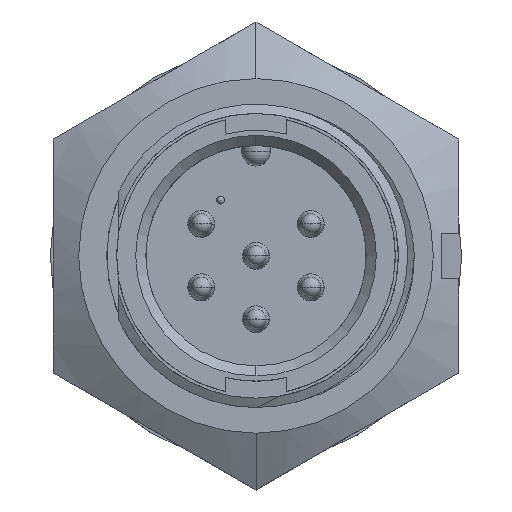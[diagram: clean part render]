
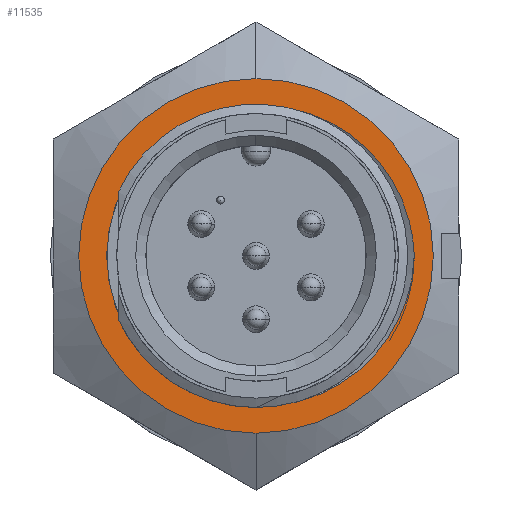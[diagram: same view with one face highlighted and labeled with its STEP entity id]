
A CAD part, top view. The second image highlights one B-rep face of the part: STEP entity #11535.
In plain terms, the highlighted planar face has unit normal (0, 0, 1).
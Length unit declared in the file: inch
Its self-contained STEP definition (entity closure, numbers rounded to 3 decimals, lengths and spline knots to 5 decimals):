
#378 = EDGE_LOOP ( 'NONE', ( #8476, #1943 ) ) ;
#512 = CARTESIAN_POINT ( 'NONE',  ( -0.00224, 0.2966, -0.291 ) ) ;
#635 = CARTESIAN_POINT ( 'NONE',  ( 0.26946, 0.14941, -0.291 ) ) ;
#1059 = CARTESIAN_POINT ( 'NONE',  ( 0.1778, -0.24626, -0.291 ) ) ;
#1149 = CARTESIAN_POINT ( 'NONE',  ( -0.4, 0.23094, -0.291 ) ) ;
#1744 = CARTESIAN_POINT ( 'NONE',  ( 0., 0., -0.291 ) ) ;
#1918 = CARTESIAN_POINT ( 'NONE',  ( -0.01351, 0.29594, -0.291 ) ) ;
#1943 = ORIENTED_EDGE ( 'NONE', *, *, #12368, .F. ) ;
#1977 = CARTESIAN_POINT ( 'NONE',  ( 0.03127, 0.2967, -0.291 ) ) ;
#2117 = B_SPLINE_CURVE_WITH_KNOTS ( 'NONE', 3,
 ( #16468, #8714, #3169, #1918, #512, #1977, #12646, #9937, #12591, #3106, #12532, #3226, #12700, #7230, #635, #4636, #4455, #4518, #15351, #14060 ),
 .UNSPECIFIED., .F., .F.,
 ( 4, 2, 2, 2, 2, 2, 2, 2, 2, 4 ),
 ( 0., 0.00086, 0.00171, 0.00343, 0.00514, 0.00685, 0.00856, 0.01028, 0.01199, 0.0137 ),
 .UNSPECIFIED. ) ;
#2284 = CARTESIAN_POINT ( 'NONE',  ( 0.25734, -0.16807, -0.291 ) ) ;
#2768 = CARTESIAN_POINT ( 'NONE',  ( 0.22923, -0.20255, -0.291 ) ) ;
#3106 = CARTESIAN_POINT ( 'NONE',  ( 0.15867, 0.25809, -0.291 ) ) ;
#3169 = CARTESIAN_POINT ( 'NONE',  ( -0.03584, 0.29331, -0.291 ) ) ;
#3179 = CIRCLE ( 'NONE', #15103, 0.2945 ) ;
#3226 = CARTESIAN_POINT ( 'NONE',  ( 0.21298, 0.21858, -0.291 ) ) ;
#3271 = EDGE_CURVE ( 'NONE', #13916, #10568, #4441, .T. ) ;
#3293 = ORIENTED_EDGE ( 'NONE', *, *, #6884, .F. ) ;
#3507 = AXIS2_PLACEMENT_3D ( 'NONE', #11947, #14658, #13180 ) ;
#3588 = ORIENTED_EDGE ( 'NONE', *, *, #12421, .T. ) ;
#3701 = EDGE_CURVE ( 'NONE', #16090, #14265, #5336, .T. ) ;
#3707 = CARTESIAN_POINT ( 'NONE',  ( 0.2131, -0.21849, -0.291 ) ) ;
#4441 = B_SPLINE_CURVE_WITH_KNOTS ( 'NONE', 3,
 ( #8082, #14846, #15845, #5416, #5057, #10372, #14491, #15788, #2284, #2768, #3707, #1059, #17095, #6784, #13139, #7780, #13078, #16193, #7669, #7727 ),
 .UNSPECIFIED., .F., .F.,
 ( 4, 2, 2, 2, 2, 2, 2, 2, 2, 4 ),
 ( 0., 0.00086, 0.00171, 0.00343, 0.00514, 0.00685, 0.00856, 0.01028, 0.01199, 0.0137 ),
 .UNSPECIFIED. ) ;
#4455 = CARTESIAN_POINT ( 'NONE',  ( 0.29751, 0.0885, -0.291 ) ) ;
#4518 = CARTESIAN_POINT ( 'NONE',  ( 0.30862, 0.04496, -0.291 ) ) ;
#4636 = CARTESIAN_POINT ( 'NONE',  ( 0.28953, 0.10971, -0.291 ) ) ;
#4983 = AXIS2_PLACEMENT_3D ( 'NONE', #1744, #15120, #13598 ) ;
#5057 = CARTESIAN_POINT ( 'NONE',  ( 0.30585, -0.0558, -0.291 ) ) ;
#5199 = ORIENTED_EDGE ( 'NONE', *, *, #3271, .T. ) ;
#5306 = DIRECTION ( 'NONE',  ( 0., -1., 0. ) ) ;
#5336 = CIRCLE ( 'NONE', #3507, 0.35 ) ;
#5416 = CARTESIAN_POINT ( 'NONE',  ( 0.30804, -0.04473, -0.291 ) ) ;
#5657 = CARTESIAN_POINT ( 'NONE',  ( 0., -0.35, -0.291 ) ) ;
#5760 = VERTEX_POINT ( 'NONE', #12759 ) ;
#6511 = DIRECTION ( 'NONE',  ( 0., 0., -1. ) ) ;
#6633 = DIRECTION ( 'NONE',  ( 0., 1., 0. ) ) ;
#6729 = DIRECTION ( 'NONE',  ( 0., 0., 1. ) ) ;
#6784 = CARTESIAN_POINT ( 'NONE',  ( 0.11786, -0.27742, -0.291 ) ) ;
#6884 = EDGE_CURVE ( 'NONE', #5760, #10568, #3179, .T. ) ;
#7222 = AXIS2_PLACEMENT_3D ( 'NONE', #1149, #6511, #6633 ) ;
#7230 = CARTESIAN_POINT ( 'NONE',  ( 0.25734, 0.16811, -0.291 ) ) ;
#7669 = CARTESIAN_POINT ( 'NONE',  ( -0.03594, -0.29395, -0.291 ) ) ;
#7727 = CARTESIAN_POINT ( 'NONE',  ( -0.05788, -0.28876, -0.291 ) ) ;
#7780 = CARTESIAN_POINT ( 'NONE',  ( 0.05334, -0.2943, -0.291 ) ) ;
#7972 = CARTESIAN_POINT ( 'NONE',  ( 0., 0., -0.291 ) ) ;
#8082 = CARTESIAN_POINT ( 'NONE',  ( 0.3125, 0., -0.291 ) ) ;
#8476 = ORIENTED_EDGE ( 'NONE', *, *, #3701, .F. ) ;
#8571 = CARTESIAN_POINT ( 'NONE',  ( 0., 0.35, -0.291 ) ) ;
#8714 = CARTESIAN_POINT ( 'NONE',  ( -0.04691, 0.29136, -0.291 ) ) ;
#8919 = FACE_OUTER_BOUND ( 'NONE', #378, .T. ) ;
#9070 = CARTESIAN_POINT ( 'NONE',  ( 0.3125, 0., -0.291 ) ) ;
#9937 = CARTESIAN_POINT ( 'NONE',  ( 0.09743, 0.28445, -0.291 ) ) ;
#10372 = CARTESIAN_POINT ( 'NONE',  ( 0.29757, -0.08828, -0.291 ) ) ;
#10568 = VERTEX_POINT ( 'NONE', #13348 ) ;
#10699 = PLANE ( 'NONE',  #7222 ) ;
#11535 = ADVANCED_FACE ( 'NONE', ( #14381, #8919 ), #10699, .F. ) ;
#11947 = CARTESIAN_POINT ( 'NONE',  ( 0., 0., -0.291 ) ) ;
#12368 = EDGE_CURVE ( 'NONE', #14265, #16090, #14580, .T. ) ;
#12421 = EDGE_CURVE ( 'NONE', #5760, #13916, #2117, .T. ) ;
#12532 = CARTESIAN_POINT ( 'NONE',  ( 0.178, 0.24611, -0.291 ) ) ;
#12591 = CARTESIAN_POINT ( 'NONE',  ( 0.11846, 0.27717, -0.291 ) ) ;
#12646 = CARTESIAN_POINT ( 'NONE',  ( 0.05346, 0.2943, -0.291 ) ) ;
#12700 = CARTESIAN_POINT ( 'NONE',  ( 0.22885, 0.20298, -0.291 ) ) ;
#12759 = CARTESIAN_POINT ( 'NONE',  ( -0.05788, 0.28876, -0.291 ) ) ;
#13078 = CARTESIAN_POINT ( 'NONE',  ( 0.03074, -0.29673, -0.291 ) ) ;
#13139 = CARTESIAN_POINT ( 'NONE',  ( 0.09675, -0.28463, -0.291 ) ) ;
#13180 = DIRECTION ( 'NONE',  ( 0., 1., 0. ) ) ;
#13348 = CARTESIAN_POINT ( 'NONE',  ( -0.05788, -0.28876, -0.291 ) ) ;
#13598 = DIRECTION ( 'NONE',  ( 0., 1., 0. ) ) ;
#13916 = VERTEX_POINT ( 'NONE', #9070 ) ;
#14060 = CARTESIAN_POINT ( 'NONE',  ( 0.3125, 0., -0.291 ) ) ;
#14265 = VERTEX_POINT ( 'NONE', #5657 ) ;
#14381 = FACE_BOUND ( 'NONE', #16982, .T. ) ;
#14491 = CARTESIAN_POINT ( 'NONE',  ( 0.28976, -0.1092, -0.291 ) ) ;
#14580 = CIRCLE ( 'NONE', #4983, 0.35 ) ;
#14658 = DIRECTION ( 'NONE',  ( 0., 0., -1. ) ) ;
#14846 = CARTESIAN_POINT ( 'NONE',  ( 0.31215, -0.01126, -0.291 ) ) ;
#15103 = AXIS2_PLACEMENT_3D ( 'NONE', #7972, #6729, #5306 ) ;
#15120 = DIRECTION ( 'NONE',  ( 0., 0., -1. ) ) ;
#15351 = CARTESIAN_POINT ( 'NONE',  ( 0.3118, 0.02252, -0.291 ) ) ;
#15788 = CARTESIAN_POINT ( 'NONE',  ( 0.26947, -0.14943, -0.291 ) ) ;
#15845 = CARTESIAN_POINT ( 'NONE',  ( 0.31119, -0.02246, -0.291 ) ) ;
#16090 = VERTEX_POINT ( 'NONE', #8571 ) ;
#16193 = CARTESIAN_POINT ( 'NONE',  ( -0.01383, -0.29654, -0.291 ) ) ;
#16468 = CARTESIAN_POINT ( 'NONE',  ( -0.05788, 0.28876, -0.291 ) ) ;
#16982 = EDGE_LOOP ( 'NONE', ( #3588, #5199, #3293 ) ) ;
#17095 = CARTESIAN_POINT ( 'NONE',  ( 0.15857, -0.25816, -0.291 ) ) ;
